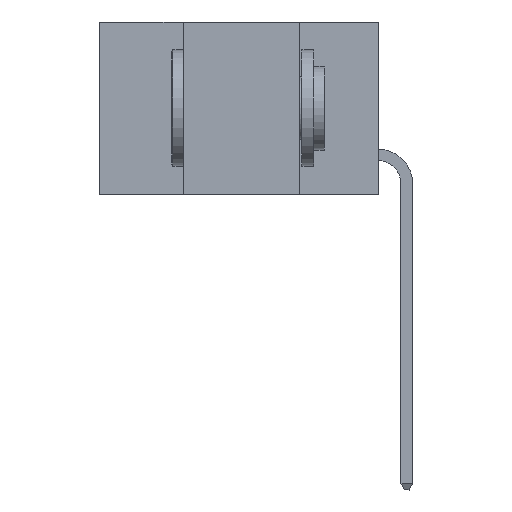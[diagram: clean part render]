
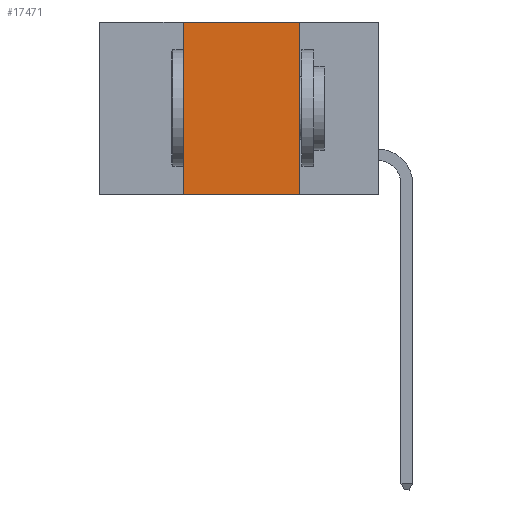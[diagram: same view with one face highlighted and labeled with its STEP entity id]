
A CAD part, left-side view. The second image highlights one B-rep face of the part: STEP entity #17471.
In plain terms, the highlighted planar face has unit normal (-1, 0, 0).
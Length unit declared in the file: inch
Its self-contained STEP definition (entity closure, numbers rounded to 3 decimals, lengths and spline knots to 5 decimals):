
#1355 = DIRECTION ( 'NONE',  ( 0., 0., 1. ) ) ;
#1963 = LINE ( 'NONE', #17272, #18628 ) ;
#2494 = EDGE_CURVE ( 'NONE', #5256, #16053, #16854, .T. ) ;
#3116 = ORIENTED_EDGE ( 'NONE', *, *, #15980, .F. ) ;
#3287 = DIRECTION ( 'NONE',  ( 0., -1., 0. ) ) ;
#4033 = PLANE ( 'NONE',  #17137 ) ;
#4113 = CARTESIAN_POINT ( 'NONE',  ( 0., 0.42, -0.37 ) ) ;
#4242 = DIRECTION ( 'NONE',  ( 0., -1., 0. ) ) ;
#4680 = ORIENTED_EDGE ( 'NONE', *, *, #15770, .F. ) ;
#5256 = VERTEX_POINT ( 'NONE', #4113 ) ;
#6238 = CARTESIAN_POINT ( 'NONE',  ( 0., 0.42, 0. ) ) ;
#7150 = FACE_OUTER_BOUND ( 'NONE', #8567, .T. ) ;
#8046 = CARTESIAN_POINT ( 'NONE',  ( 0., 0.6, 0. ) ) ;
#8277 = VERTEX_POINT ( 'NONE', #20630 ) ;
#8567 = EDGE_LOOP ( 'NONE', ( #21337, #4680, #3116, #11454 ) ) ;
#8601 = VECTOR ( 'NONE', #4242, 39.37008 ) ;
#8829 = CARTESIAN_POINT ( 'NONE',  ( 0., 0.42, -0.37 ) ) ;
#8878 = EDGE_CURVE ( 'NONE', #8277, #16053, #1963, .T. ) ;
#8985 = DIRECTION ( 'NONE',  ( 0., 0., -1. ) ) ;
#9733 = VECTOR ( 'NONE', #3287, 39.37008 ) ;
#11047 = CARTESIAN_POINT ( 'NONE',  ( 0., 0.6, 0. ) ) ;
#11454 = ORIENTED_EDGE ( 'NONE', *, *, #2494, .T. ) ;
#15770 = EDGE_CURVE ( 'NONE', #22507, #8277, #16986, .T. ) ;
#15980 = EDGE_CURVE ( 'NONE', #5256, #22507, #17104, .T. ) ;
#16053 = VERTEX_POINT ( 'NONE', #17893 ) ;
#16854 = LINE ( 'NONE', #17301, #9733 ) ;
#16986 = LINE ( 'NONE', #8046, #8601 ) ;
#17104 = LINE ( 'NONE', #8829, #22480 ) ;
#17137 = AXIS2_PLACEMENT_3D ( 'NONE', #11047, #18045, #8985 ) ;
#17272 = CARTESIAN_POINT ( 'NONE',  ( 0., 0.17, -0.37 ) ) ;
#17301 = CARTESIAN_POINT ( 'NONE',  ( 0., 0.6, -0.37 ) ) ;
#17471 = ADVANCED_FACE ( 'NONE', ( #7150 ), #4033, .F. ) ;
#17893 = CARTESIAN_POINT ( 'NONE',  ( 0., 0.17, -0.37 ) ) ;
#18045 = DIRECTION ( 'NONE',  ( 1., 0., 0. ) ) ;
#18628 = VECTOR ( 'NONE', #21051, 39.37008 ) ;
#20630 = CARTESIAN_POINT ( 'NONE',  ( 0., 0.17, 0. ) ) ;
#21051 = DIRECTION ( 'NONE',  ( 0., 0., -1. ) ) ;
#21337 = ORIENTED_EDGE ( 'NONE', *, *, #8878, .F. ) ;
#22480 = VECTOR ( 'NONE', #1355, 39.37008 ) ;
#22507 = VERTEX_POINT ( 'NONE', #6238 ) ;
